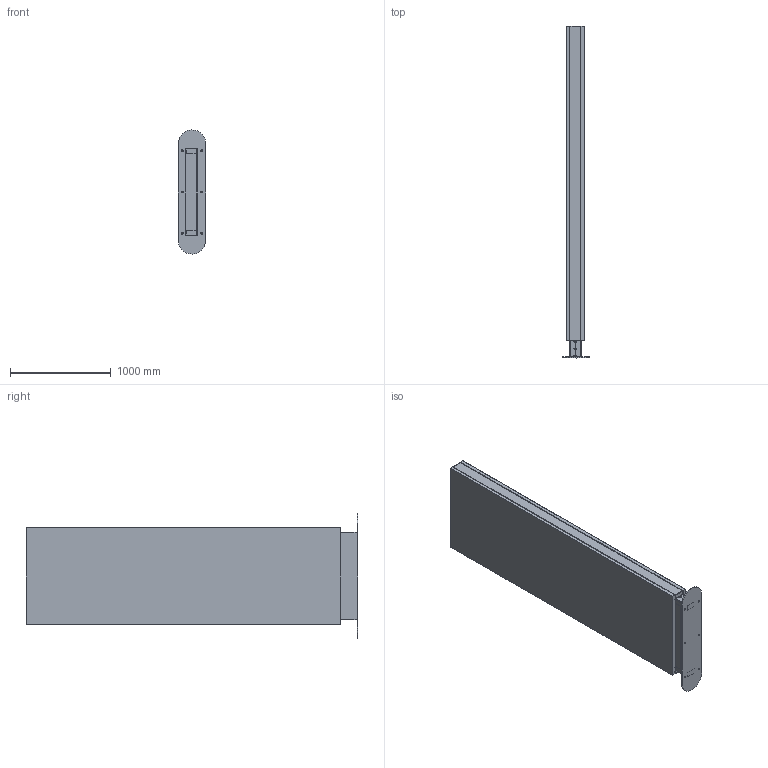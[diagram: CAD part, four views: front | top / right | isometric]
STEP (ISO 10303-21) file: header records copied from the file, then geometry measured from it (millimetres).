
FILE_DESCRIPTION(('FreeCAD Model'),'2;1');
FILE_NAME('Open CASCADE Shape Model','2025-05-01T18:42:00',('FreeCAD'),( 'FreeCAD'),'Open CASCADE STEP processor 7.6','FreeCAD','Unknown');
FILE_SCHEMA(('AUTOMOTIVE_DESIGN { 1 0 10303 214 1 1 1 1 }'));
Length unit declared in the file: millimetre
Products named in the file (1): Open CASCADE STEP translator 7.6 1
Bounding box: 273.62 x 3291.61 x 1231.07 mm (x, y, z)
Volume: 14991772.6 mm3; surface area: 22572652.8 mm2
Topology: 18 solids, 18 shells, 542 faces, 1198 edges, 692 vertices
Faces by surface type: bspline 542
Entity records: 15452 total; most frequent: CARTESIAN_POINT 8009, ORIENTED_EDGE 2396, EDGE_CURVE 1198, B_SPLINE_CURVE_WITH_KNOTS 998, VERTEX_POINT 692, FACE_BOUND 594, EDGE_LOOP 594, ADVANCED_FACE 542
